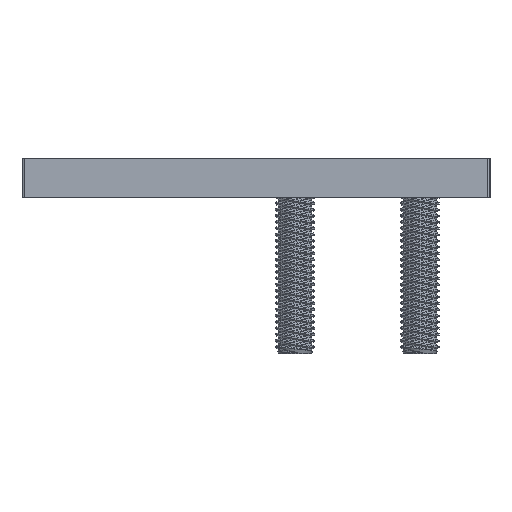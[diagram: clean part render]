
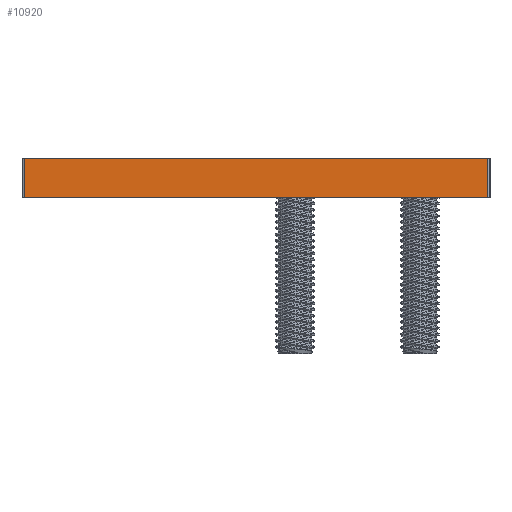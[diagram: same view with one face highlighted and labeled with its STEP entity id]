
A CAD part, left-side view. The second image highlights one B-rep face of the part: STEP entity #10920.
In plain terms, the highlighted planar face has unit normal (-1, 0, 0).
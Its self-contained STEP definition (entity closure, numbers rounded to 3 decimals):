
#10530=CARTESIAN_POINT('',(-34.519,69.587,0.));
#10540=DIRECTION('',(-1.,0.,0.));
#10550=DIRECTION('',(0.,1.,0.));
#10560=AXIS2_PLACEMENT_3D('',#10530,#10540,#10550);
#10570=PLANE('',#10560);
#10580=CARTESIAN_POINT('',(-34.519,69.587,0.));
#10590=DIRECTION('',(0.,-1.,0.));
#10600=VECTOR('',#10590,1.);
#10610=LINE('',#10580,#10600);
#10620=CARTESIAN_POINT('',(-34.519,69.287,0.));
#10630=VERTEX_POINT('',#10620);
#10640=CARTESIAN_POINT('',(-34.519,9.887,0.));
#10650=VERTEX_POINT('',#10640);
#10660=EDGE_CURVE('',#10630,#10650,#10610,.T.);
#10670=ORIENTED_EDGE('',*,*,#10660,.F.);
#10680=CARTESIAN_POINT('',(-34.519,9.887,0.));
#10690=DIRECTION('',(0.,0.,-1.));
#10700=VECTOR('',#10690,1.);
#10710=LINE('',#10680,#10700);
#10720=CARTESIAN_POINT('',(-34.519,9.887,-5.));
#10730=VERTEX_POINT('',#10720);
#10740=EDGE_CURVE('',#10650,#10730,#10710,.T.);
#10750=ORIENTED_EDGE('',*,*,#10740,.F.);
#10760=CARTESIAN_POINT('',(-34.519,69.587,-5.));
#10770=DIRECTION('',(0.,-1.,0.));
#10780=VECTOR('',#10770,1.);
#10790=LINE('',#10760,#10780);
#10800=CARTESIAN_POINT('',(-34.519,69.287,-5.));
#10810=VERTEX_POINT('',#10800);
#10820=EDGE_CURVE('',#10810,#10730,#10790,.T.);
#10830=ORIENTED_EDGE('',*,*,#10820,.T.);
#10840=CARTESIAN_POINT('',(-34.519,69.287,0.));
#10850=DIRECTION('',(0.,0.,-1.));
#10860=VECTOR('',#10850,1.);
#10870=LINE('',#10840,#10860);
#10880=EDGE_CURVE('',#10630,#10810,#10870,.T.);
#10890=ORIENTED_EDGE('',*,*,#10880,.T.);
#10900=EDGE_LOOP('',(#10890,#10830,#10750,#10670));
#10910=FACE_OUTER_BOUND('',#10900,.T.);
#10920=ADVANCED_FACE('',(#10910),#10570,.T.);
